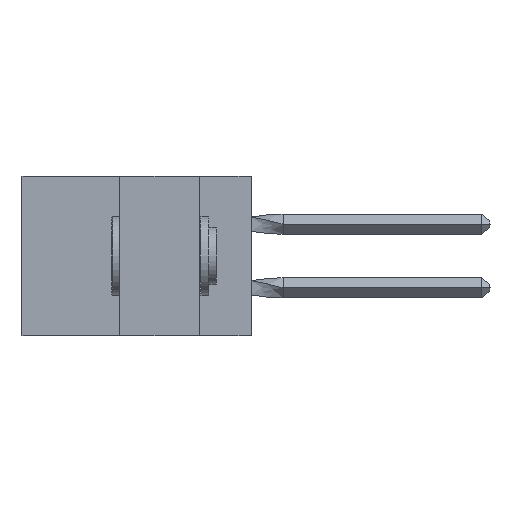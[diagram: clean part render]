
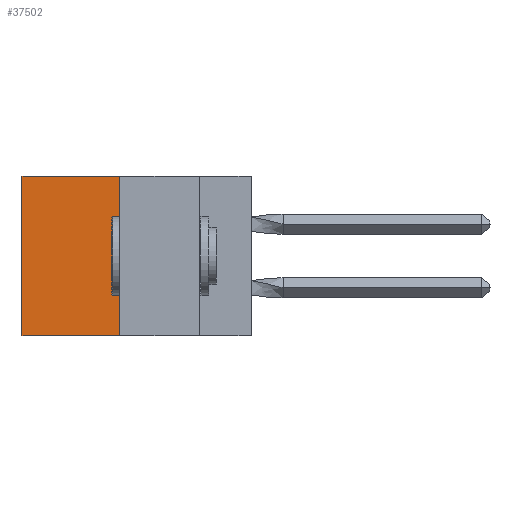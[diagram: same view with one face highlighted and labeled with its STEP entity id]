
A CAD part, left-side view. The second image highlights one B-rep face of the part: STEP entity #37502.
In plain terms, the highlighted planar face has unit normal (-1, 0, 0).
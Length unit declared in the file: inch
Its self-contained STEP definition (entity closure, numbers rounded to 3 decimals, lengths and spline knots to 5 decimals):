
#391 = CARTESIAN_POINT ( 'NONE',  ( 0.305, 0.413, -0.5 ) ) ;
#1274 = VECTOR ( 'NONE', #34577, 39.37008 ) ;
#2302 = VECTOR ( 'NONE', #8538, 39.37008 ) ;
#2506 = CARTESIAN_POINT ( 'NONE',  ( 0.305, 0.72, -0.5 ) ) ;
#3230 = AXIS2_PLACEMENT_3D ( 'NONE', #391, #15182, #15316 ) ;
#5409 = VERTEX_POINT ( 'NONE', #21624 ) ;
#8538 = DIRECTION ( 'NONE',  ( 0., 0., -1. ) ) ;
#8952 = ORIENTED_EDGE ( 'NONE', *, *, #29578, .F. ) ;
#11015 = VERTEX_POINT ( 'NONE', #11806 ) ;
#11215 = LINE ( 'NONE', #37871, #1274 ) ;
#11806 = CARTESIAN_POINT ( 'NONE',  ( 0.305, 0.72, 0. ) ) ;
#14019 = CARTESIAN_POINT ( 'NONE',  ( 0.305, 0.413, 0. ) ) ;
#14182 = DIRECTION ( 'NONE',  ( 0., 0., -1. ) ) ;
#15182 = DIRECTION ( 'NONE',  ( 1., 0., 0. ) ) ;
#15316 = DIRECTION ( 'NONE',  ( 0., 0., -1. ) ) ;
#16868 = ORIENTED_EDGE ( 'NONE', *, *, #19795, .T. ) ;
#17318 = FACE_OUTER_BOUND ( 'NONE', #25352, .T. ) ;
#17467 = CARTESIAN_POINT ( 'NONE',  ( 0.305, 0.413, -0.5 ) ) ;
#17936 = EDGE_CURVE ( 'NONE', #28357, #11015, #22339, .T. ) ;
#18194 = CARTESIAN_POINT ( 'NONE',  ( 0.305, 0.413, 0. ) ) ;
#18734 = PLANE ( 'NONE',  #3230 ) ;
#19795 = EDGE_CURVE ( 'NONE', #11015, #5409, #36303, .T. ) ;
#20798 = DIRECTION ( 'NONE',  ( 0., 1., 0. ) ) ;
#20850 = ORIENTED_EDGE ( 'NONE', *, *, #17936, .T. ) ;
#21624 = CARTESIAN_POINT ( 'NONE',  ( 0.305, 0.72, -0.5 ) ) ;
#22339 = LINE ( 'NONE', #18194, #26571 ) ;
#25352 = EDGE_LOOP ( 'NONE', ( #16868, #25434, #8952, #20850 ) ) ;
#25434 = ORIENTED_EDGE ( 'NONE', *, *, #26982, .F. ) ;
#26571 = VECTOR ( 'NONE', #20798, 39.37008 ) ;
#26982 = EDGE_CURVE ( 'NONE', #38877, #5409, #11215, .T. ) ;
#28357 = VERTEX_POINT ( 'NONE', #14019 ) ;
#28470 = LINE ( 'NONE', #17467, #33240 ) ;
#29578 = EDGE_CURVE ( 'NONE', #28357, #38877, #28470, .T. ) ;
#33014 = CARTESIAN_POINT ( 'NONE',  ( 0.305, 0.413, -0.5 ) ) ;
#33240 = VECTOR ( 'NONE', #14182, 39.37008 ) ;
#34577 = DIRECTION ( 'NONE',  ( 0., 1., 0. ) ) ;
#36303 = LINE ( 'NONE', #2506, #2302 ) ;
#37502 = ADVANCED_FACE ( 'NONE', ( #17318 ), #18734, .F. ) ;
#37871 = CARTESIAN_POINT ( 'NONE',  ( 0.305, 0.413, -0.5 ) ) ;
#38877 = VERTEX_POINT ( 'NONE', #33014 ) ;
